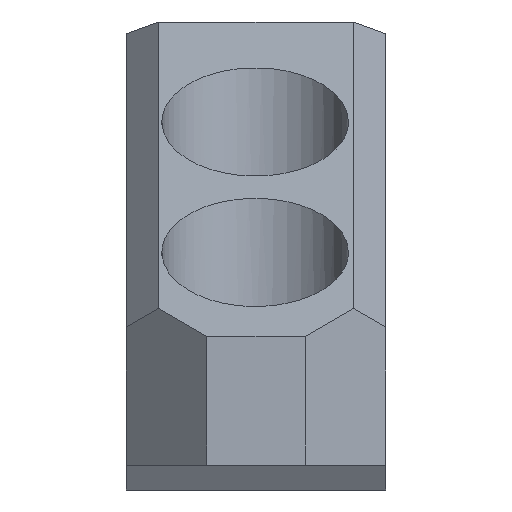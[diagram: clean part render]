
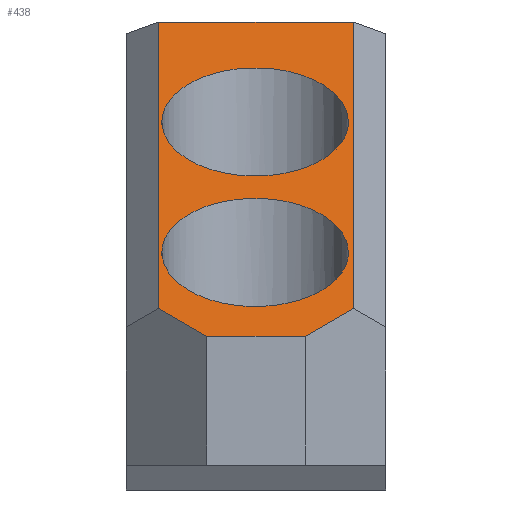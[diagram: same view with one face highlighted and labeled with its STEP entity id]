
A CAD part, front view. The second image highlights one B-rep face of the part: STEP entity #438.
In plain terms, the highlighted planar face has unit normal (0, -0.501, 0.865).
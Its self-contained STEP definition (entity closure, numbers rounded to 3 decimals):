
#6 = FACE_OUTER_BOUND ( 'NONE', #1377, .T. ) ;
#12 = VECTOR ( 'NONE', #862, 1000. ) ;
#75 = CARTESIAN_POINT ( 'NONE',  ( -2.9, 0., 6.606 ) ) ;
#86 = VERTEX_POINT ( 'NONE', #639 ) ;
#89 =( BOUNDED_CURVE ( )  B_SPLINE_CURVE ( 3, ( #1414, #363, #478, #204 ),
 .UNSPECIFIED., .F., .T. ) 
 B_SPLINE_CURVE_WITH_KNOTS ( ( 4, 4 ),
 ( 4.712, 7.854 ),
 .UNSPECIFIED. ) 
 CURVE ( )  GEOMETRIC_REPRESENTATION_ITEM ( )  RATIONAL_B_SPLINE_CURVE ( ( 1., 0.333, 0.333, 1. ) ) 
 REPRESENTATION_ITEM ( '' )  );
#94 = EDGE_LOOP ( 'NONE', ( #998, #1169 ) ) ;
#100 =( BOUNDED_CURVE ( )  B_SPLINE_CURVE ( 3, ( #1499, #1070, #601, #442 ),
 .UNSPECIFIED., .F., .T. ) 
 B_SPLINE_CURVE_WITH_KNOTS ( ( 4, 4 ),
 ( 4.712, 7.854 ),
 .UNSPECIFIED. ) 
 CURVE ( )  GEOMETRIC_REPRESENTATION_ITEM ( )  RATIONAL_B_SPLINE_CURVE ( ( 1., 0.333, 0.333, 1. ) ) 
 REPRESENTATION_ITEM ( '' )  );
#150 = CARTESIAN_POINT ( 'NONE',  ( 3.05, 8.54, 11.551 ) ) ;
#189 = VERTEX_POINT ( 'NONE', #1039 ) ;
#204 = CARTESIAN_POINT ( 'NONE',  ( 2.9, 0., 6.606 ) ) ;
#219 = VERTEX_POINT ( 'NONE', #75 ) ;
#246 = LINE ( 'NONE', #1191, #1244 ) ;
#254 = FACE_BOUND ( 'NONE', #94, .T. ) ;
#261 = CARTESIAN_POINT ( 'NONE',  ( -9.5, -4.5, 4. ) ) ;
#274 = DIRECTION ( 'NONE',  ( 1., 0., 0. ) ) ;
#297 = VERTEX_POINT ( 'NONE', #557 ) ;
#345 = CARTESIAN_POINT ( 'NONE',  ( 2.9, 0., 6.606 ) ) ;
#350 = DIRECTION ( 'NONE',  ( -0.654, -0.654, -0.379 ) ) ;
#356 = VERTEX_POINT ( 'NONE', #345 ) ;
#357 = CARTESIAN_POINT ( 'NONE',  ( 2.9, 7., 10.659 ) ) ;
#363 = CARTESIAN_POINT ( 'NONE',  ( -2.9, -5.8, 3.247 ) ) ;
#384 = ORIENTED_EDGE ( 'NONE', *, *, #1312, .F. ) ;
#390 = CARTESIAN_POINT ( 'NONE',  ( -3., 8.54, 11.551 ) ) ;
#414 = VECTOR ( 'NONE', #1316, 1000. ) ;
#432 = ORIENTED_EDGE ( 'NONE', *, *, #1198, .F. ) ;
#438 = ADVANCED_FACE ( 'NONE', ( #833, #254, #6 ), #1315, .T. ) ;
#442 = CARTESIAN_POINT ( 'NONE',  ( 2.9, 7., 10.659 ) ) ;
#473 = EDGE_CURVE ( 'NONE', #1130, #1521, #972, .T. ) ;
#478 = CARTESIAN_POINT ( 'NONE',  ( 2.9, -5.8, 3.247 ) ) ;
#524 = DIRECTION ( 'NONE',  ( 0., 0.865, 0.501 ) ) ;
#556 = VERTEX_POINT ( 'NONE', #1376 ) ;
#557 = CARTESIAN_POINT ( 'NONE',  ( -3., 12.363, 13.765 ) ) ;
#572 = CARTESIAN_POINT ( 'NONE',  ( 3.05, 12.363, 13.765 ) ) ;
#582 = VERTEX_POINT ( 'NONE', #686 ) ;
#601 = CARTESIAN_POINT ( 'NONE',  ( 2.9, 1.2, 7.301 ) ) ;
#623 = LINE ( 'NONE', #390, #715 ) ;
#626 = CARTESIAN_POINT ( 'NONE',  ( 2.9, 0., 6.606 ) ) ;
#639 = CARTESIAN_POINT ( 'NONE',  ( -1.5, -4.5, 4. ) ) ;
#666 = VECTOR ( 'NONE', #274, 1000. ) ;
#686 = CARTESIAN_POINT ( 'NONE',  ( 1.55, -4.5, 4. ) ) ;
#699 = LINE ( 'NONE', #1281, #414 ) ;
#702 = CARTESIAN_POINT ( 'NONE',  ( 2.9, 12.8, 14.018 ) ) ;
#703 = EDGE_CURVE ( 'NONE', #1521, #582, #812, .T. ) ;
#715 = VECTOR ( 'NONE', #524, 1000. ) ;
#716 = EDGE_CURVE ( 'NONE', #297, #1130, #246, .T. ) ;
#721 = CARTESIAN_POINT ( 'NONE',  ( 2.384, -3.666, 4.483 ) ) ;
#729 = ORIENTED_EDGE ( 'NONE', *, *, #875, .F. ) ;
#760 = EDGE_CURVE ( 'NONE', #189, #1385, #847, .T. ) ;
#805 = EDGE_LOOP ( 'NONE', ( #432, #384 ) ) ;
#812 = LINE ( 'NONE', #721, #841 ) ;
#819 = CARTESIAN_POINT ( 'NONE',  ( 3.05, -3., 4.869 ) ) ;
#820 = ORIENTED_EDGE ( 'NONE', *, *, #1233, .F. ) ;
#833 = FACE_BOUND ( 'NONE', #805, .T. ) ;
#841 = VECTOR ( 'NONE', #350, 1000. ) ;
#847 =( BOUNDED_CURVE ( )  B_SPLINE_CURVE ( 3, ( #357, #702, #1404, #849 ),
 .UNSPECIFIED., .F., .T. ) 
 B_SPLINE_CURVE_WITH_KNOTS ( ( 4, 4 ),
 ( 1.571, 4.712 ),
 .UNSPECIFIED. ) 
 CURVE ( )  GEOMETRIC_REPRESENTATION_ITEM ( )  RATIONAL_B_SPLINE_CURVE ( ( 1., 0.333, 0.333, 1. ) ) 
 REPRESENTATION_ITEM ( '' )  );
#849 = CARTESIAN_POINT ( 'NONE',  ( -2.9, 7., 10.659 ) ) ;
#856 = CARTESIAN_POINT ( 'NONE',  ( -9.5, 4.653, 9.3 ) ) ;
#862 = DIRECTION ( 'NONE',  ( 0., -0.865, -0.501 ) ) ;
#875 = EDGE_CURVE ( 'NONE', #556, #297, #623, .T. ) ;
#910 = AXIS2_PLACEMENT_3D ( 'NONE', #856, #1441, #1433 ) ;
#972 = LINE ( 'NONE', #150, #12 ) ;
#991 = ORIENTED_EDGE ( 'NONE', *, *, #1286, .T. ) ;
#994 =( BOUNDED_CURVE ( )  B_SPLINE_CURVE ( 3, ( #626, #1449, #1305, #1093 ),
 .UNSPECIFIED., .F., .T. ) 
 B_SPLINE_CURVE_WITH_KNOTS ( ( 4, 4 ),
 ( 1.571, 4.712 ),
 .UNSPECIFIED. ) 
 CURVE ( )  GEOMETRIC_REPRESENTATION_ITEM ( )  RATIONAL_B_SPLINE_CURVE ( ( 1., 0.333, 0.333, 1. ) ) 
 REPRESENTATION_ITEM ( '' )  );
#998 = ORIENTED_EDGE ( 'NONE', *, *, #1507, .F. ) ;
#1039 = CARTESIAN_POINT ( 'NONE',  ( 2.9, 7., 10.659 ) ) ;
#1048 = ORIENTED_EDGE ( 'NONE', *, *, #716, .F. ) ;
#1055 = ORIENTED_EDGE ( 'NONE', *, *, #703, .F. ) ;
#1070 = CARTESIAN_POINT ( 'NONE',  ( -2.9, 1.2, 7.301 ) ) ;
#1093 = CARTESIAN_POINT ( 'NONE',  ( -2.9, 0., 6.606 ) ) ;
#1130 = VERTEX_POINT ( 'NONE', #572 ) ;
#1169 = ORIENTED_EDGE ( 'NONE', *, *, #760, .F. ) ;
#1191 = CARTESIAN_POINT ( 'NONE',  ( -9.5, 12.363, 13.765 ) ) ;
#1198 = EDGE_CURVE ( 'NONE', #219, #356, #89, .T. ) ;
#1200 = LINE ( 'NONE', #261, #666 ) ;
#1233 = EDGE_CURVE ( 'NONE', #86, #556, #699, .T. ) ;
#1235 = CARTESIAN_POINT ( 'NONE',  ( -2.9, 7., 10.659 ) ) ;
#1244 = VECTOR ( 'NONE', #1308, 1000. ) ;
#1281 = CARTESIAN_POINT ( 'NONE',  ( -6.412, 0.412, 6.845 ) ) ;
#1286 = EDGE_CURVE ( 'NONE', #86, #582, #1200, .T. ) ;
#1305 = CARTESIAN_POINT ( 'NONE',  ( -2.9, 5.8, 9.964 ) ) ;
#1308 = DIRECTION ( 'NONE',  ( 1., 0., 0. ) ) ;
#1312 = EDGE_CURVE ( 'NONE', #356, #219, #994, .T. ) ;
#1315 = PLANE ( 'NONE',  #910 ) ;
#1316 = DIRECTION ( 'NONE',  ( -0.654, 0.654, 0.379 ) ) ;
#1376 = CARTESIAN_POINT ( 'NONE',  ( -3., -3., 4.869 ) ) ;
#1377 = EDGE_LOOP ( 'NONE', ( #1048, #729, #820, #991, #1055, #1425 ) ) ;
#1385 = VERTEX_POINT ( 'NONE', #1235 ) ;
#1404 = CARTESIAN_POINT ( 'NONE',  ( -2.9, 12.8, 14.018 ) ) ;
#1414 = CARTESIAN_POINT ( 'NONE',  ( -2.9, 0., 6.606 ) ) ;
#1425 = ORIENTED_EDGE ( 'NONE', *, *, #473, .F. ) ;
#1433 = DIRECTION ( 'NONE',  ( -1., 0., 0. ) ) ;
#1441 = DIRECTION ( 'NONE',  ( 0., -0.501, 0.865 ) ) ;
#1449 = CARTESIAN_POINT ( 'NONE',  ( 2.9, 5.8, 9.964 ) ) ;
#1499 = CARTESIAN_POINT ( 'NONE',  ( -2.9, 7., 10.659 ) ) ;
#1507 = EDGE_CURVE ( 'NONE', #1385, #189, #100, .T. ) ;
#1521 = VERTEX_POINT ( 'NONE', #819 ) ;
